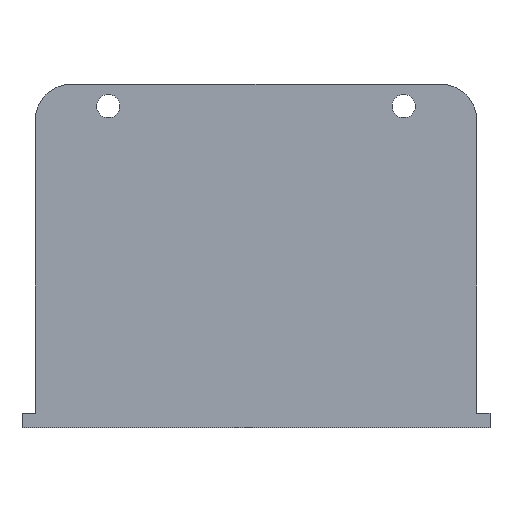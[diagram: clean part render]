
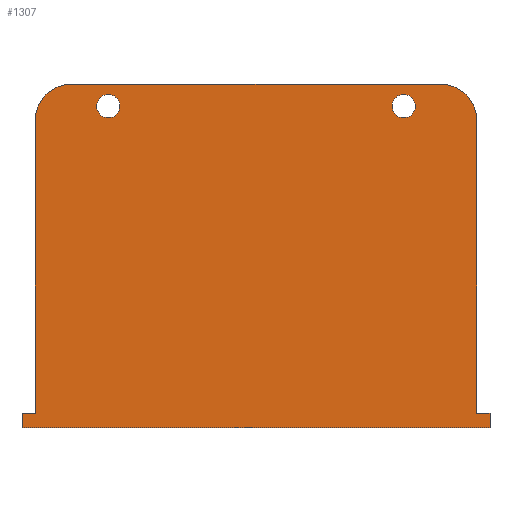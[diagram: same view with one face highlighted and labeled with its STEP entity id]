
A CAD part, left-side view. The second image highlights one B-rep face of the part: STEP entity #1307.
In plain terms, the highlighted planar face has unit normal (-1, 0, 0).
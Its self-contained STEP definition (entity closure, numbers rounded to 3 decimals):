
#33=FACE_BOUND('',#232,.T.);
#34=FACE_BOUND('',#233,.T.);
#77=PLANE('',#1443);
#139=FACE_OUTER_BOUND('',#231,.T.);
#231=EDGE_LOOP('',(#1117,#1118,#1119,#1120,#1121,#1122,#1123,#1124,#1125,
#1126));
#232=EDGE_LOOP('',(#1127));
#233=EDGE_LOOP('',(#1128));
#351=LINE('',#2122,#467);
#356=LINE('',#2131,#472);
#360=LINE('',#2149,#476);
#363=LINE('',#2156,#479);
#364=LINE('',#2158,#480);
#367=LINE('',#2176,#483);
#368=LINE('',#2179,#484);
#369=LINE('',#2180,#485);
#467=VECTOR('',#1723,10.);
#472=VECTOR('',#1728,10.);
#476=VECTOR('',#1746,10.);
#479=VECTOR('',#1755,10.);
#480=VECTOR('',#1758,10.);
#483=VECTOR('',#1779,10.);
#484=VECTOR('',#1782,10.);
#485=VECTOR('',#1783,10.);
#529=CIRCLE('',#1392,1.6);
#530=CIRCLE('',#1394,1.6);
#543=CIRCLE('',#1428,5.);
#544=CIRCLE('',#1431,5.);
#625=VERTEX_POINT('',#2033);
#626=VERTEX_POINT('',#2037);
#647=VERTEX_POINT('',#2119);
#648=VERTEX_POINT('',#2121);
#651=VERTEX_POINT('',#2128);
#652=VERTEX_POINT('',#2130);
#657=VERTEX_POINT('',#2142);
#658=VERTEX_POINT('',#2143);
#659=VERTEX_POINT('',#2148);
#660=VERTEX_POINT('',#2152);
#666=VERTEX_POINT('',#2174);
#667=VERTEX_POINT('',#2178);
#762=EDGE_CURVE('',#625,#625,#529,.T.);
#764=EDGE_CURVE('',#626,#626,#530,.T.);
#805=EDGE_CURVE('',#648,#647,#351,.T.);
#810=EDGE_CURVE('',#652,#651,#356,.T.);
#816=EDGE_CURVE('',#657,#658,#543,.T.);
#819=EDGE_CURVE('',#658,#659,#360,.T.);
#821=EDGE_CURVE('',#659,#660,#544,.T.);
#823=EDGE_CURVE('',#652,#657,#363,.T.);
#824=EDGE_CURVE('',#647,#660,#364,.T.);
#831=EDGE_CURVE('',#651,#666,#367,.T.);
#832=EDGE_CURVE('',#667,#666,#368,.T.);
#833=EDGE_CURVE('',#648,#667,#369,.T.);
#1117=ORIENTED_EDGE('',*,*,#805,.T.);
#1118=ORIENTED_EDGE('',*,*,#824,.T.);
#1119=ORIENTED_EDGE('',*,*,#821,.F.);
#1120=ORIENTED_EDGE('',*,*,#819,.F.);
#1121=ORIENTED_EDGE('',*,*,#816,.F.);
#1122=ORIENTED_EDGE('',*,*,#823,.F.);
#1123=ORIENTED_EDGE('',*,*,#810,.T.);
#1124=ORIENTED_EDGE('',*,*,#831,.T.);
#1125=ORIENTED_EDGE('',*,*,#832,.F.);
#1126=ORIENTED_EDGE('',*,*,#833,.F.);
#1127=ORIENTED_EDGE('',*,*,#762,.T.);
#1128=ORIENTED_EDGE('',*,*,#764,.T.);
#1307=ADVANCED_FACE('',(#139,#33,#34),#77,.T.);
#1392=AXIS2_PLACEMENT_3D('',#2035,#1628,#1629);
#1394=AXIS2_PLACEMENT_3D('',#2039,#1633,#1634);
#1428=AXIS2_PLACEMENT_3D('',#2144,#1740,#1741);
#1431=AXIS2_PLACEMENT_3D('',#2153,#1750,#1751);
#1443=AXIS2_PLACEMENT_3D('',#2177,#1780,#1781);
#1628=DIRECTION('center_axis',(1.,0.,0.));
#1629=DIRECTION('ref_axis',(0.,-1.,0.));
#1633=DIRECTION('center_axis',(1.,0.,0.));
#1634=DIRECTION('ref_axis',(0.,-1.,0.));
#1723=DIRECTION('',(0.,1.,0.));
#1728=DIRECTION('',(0.,1.,0.));
#1740=DIRECTION('center_axis',(1.,0.,0.));
#1741=DIRECTION('ref_axis',(0.,0.707,0.707));
#1746=DIRECTION('',(0.,-1.,0.));
#1750=DIRECTION('center_axis',(1.,0.,0.));
#1751=DIRECTION('ref_axis',(0.,-0.707,0.707));
#1755=DIRECTION('',(0.,0.,1.));
#1758=DIRECTION('',(0.,0.,1.));
#1779=DIRECTION('',(0.,0.,-1.));
#1780=DIRECTION('center_axis',(-1.,0.,0.));
#1781=DIRECTION('ref_axis',(0.,1.,0.));
#1782=DIRECTION('',(0.,1.,0.));
#1783=DIRECTION('',(0.,0.,-1.));
#2033=CARTESIAN_POINT('',(-68.15,21.8,34.95));
#2035=CARTESIAN_POINT('Origin',(-68.15,20.2,34.95));
#2037=CARTESIAN_POINT('',(-68.15,-18.6,34.95));
#2039=CARTESIAN_POINT('Origin',(-68.15,-20.2,34.95));
#2119=CARTESIAN_POINT('',(-68.15,-30.2,-7.05));
#2121=CARTESIAN_POINT('',(-68.15,-32.,-7.05));
#2122=CARTESIAN_POINT('',(-68.15,-32.,-7.05));
#2128=CARTESIAN_POINT('',(-68.15,32.,-7.05));
#2130=CARTESIAN_POINT('',(-68.15,30.2,-7.05));
#2131=CARTESIAN_POINT('',(-68.15,-32.,-7.05));
#2142=CARTESIAN_POINT('',(-68.15,30.2,32.95));
#2143=CARTESIAN_POINT('',(-68.15,25.2,37.95));
#2144=CARTESIAN_POINT('Origin',(-68.15,25.2,32.95));
#2148=CARTESIAN_POINT('',(-68.15,-25.2,37.95));
#2149=CARTESIAN_POINT('',(-68.15,30.2,37.95));
#2152=CARTESIAN_POINT('',(-68.15,-30.2,32.95));
#2153=CARTESIAN_POINT('Origin',(-68.15,-25.2,32.95));
#2156=CARTESIAN_POINT('',(-68.15,30.2,-7.05));
#2158=CARTESIAN_POINT('',(-68.15,-30.2,-7.05));
#2174=CARTESIAN_POINT('',(-68.15,32.,-9.05));
#2176=CARTESIAN_POINT('',(-68.15,32.,-7.05));
#2177=CARTESIAN_POINT('Origin',(-68.15,-32.,-7.05));
#2178=CARTESIAN_POINT('',(-68.15,-32.,-9.05));
#2179=CARTESIAN_POINT('',(-68.15,-32.,-9.05));
#2180=CARTESIAN_POINT('',(-68.15,-32.,-7.05));
